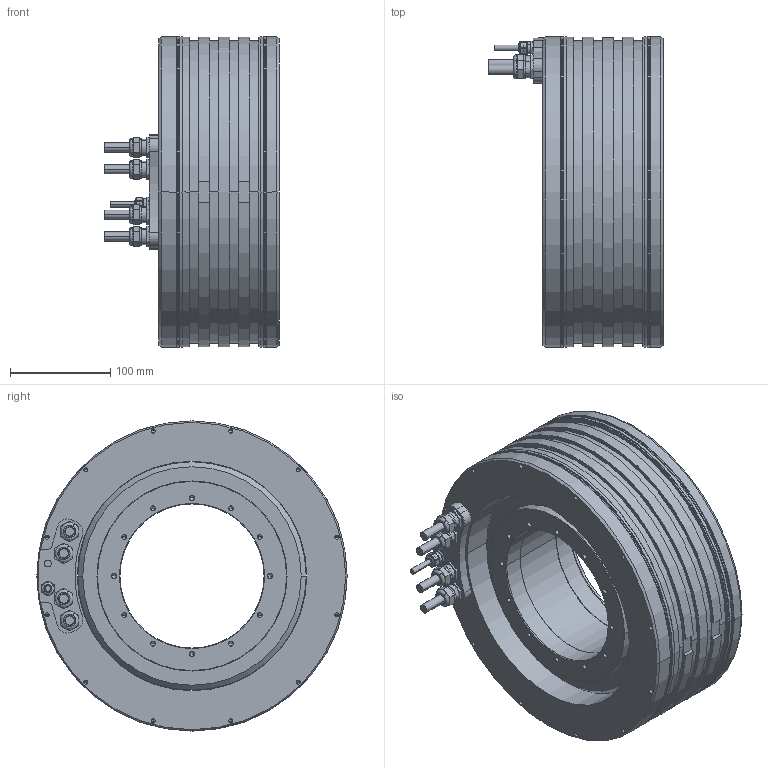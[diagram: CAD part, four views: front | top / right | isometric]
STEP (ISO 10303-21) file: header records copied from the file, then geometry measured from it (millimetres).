
FILE_DESCRIPTION((''),'2;1');
FILE_NAME('667888-04-D01_ASM','2008-08-07T',('ch5461'),(''),'PRO/ENGINEER BY PARAMETRIC TECHNOLOGY CORPORATION, 2006080','PRO/ENGINEER BY PARAMETRIC TECHNOLOGY CORPORATION, 2006080','');
FILE_SCHEMA(('CONFIG_CONTROL_DESIGN'));
Length unit declared in the file: millimetre
Products named in the file (8): 667888-02-D01; 667888-03-D01; 353668-04-K01; 645986-02-A01; 639390-01-K01; 353668-13-K01; 647519-05-A01; 667888-04-D01_ASM
Assembly tree (14 placements, depth 2):
  667888-04-D01_ASM
    667888-02-D01
    667888-03-D01
    353668-04-K01
    645986-02-A01
    639390-01-K01  x2
    353668-13-K01  x4
    647519-05-A01  x4
Bounding box: 174 x 310 x 310 mm (x, y, z)
Volume: 6257486.8 mm3; surface area: 514714.2 mm2
Topology: 14 solids, 15 shells, 663 faces, 1498 edges, 854 vertices
Faces by surface type: cylinder 266, plane 195, cone 164, torus 38
Entity records: 13663 total; most frequent: DIRECTION 2601, CARTESIAN_POINT 2259, ORIENTED_EDGE 2088, AXIS2_PLACEMENT_3D 1056, EDGE_CURVE 1044, VERTEX_POINT 642, EDGE_LOOP 580, CIRCLE 541
